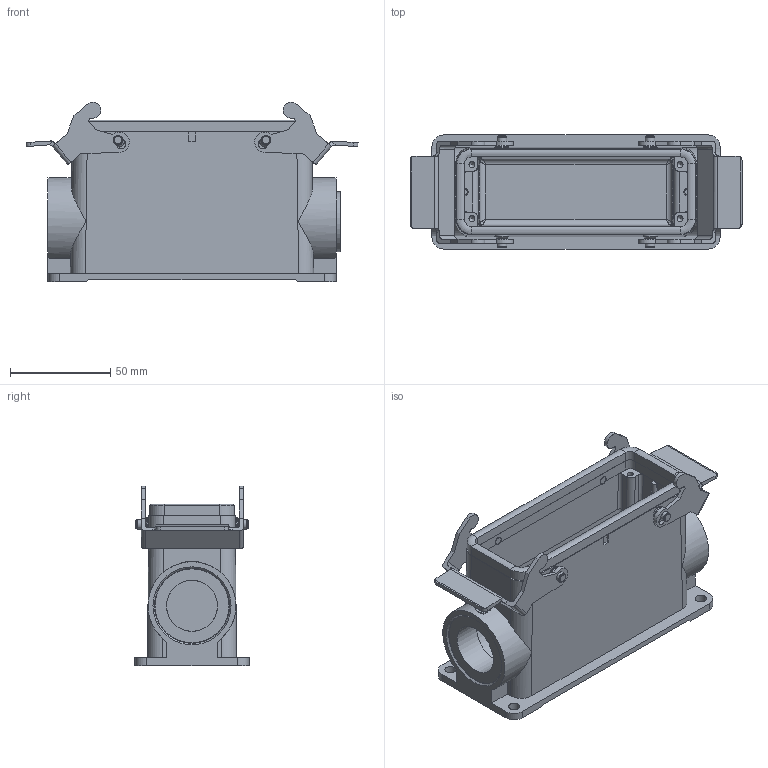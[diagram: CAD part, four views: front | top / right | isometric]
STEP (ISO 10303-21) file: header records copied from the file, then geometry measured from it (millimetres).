
FILE_DESCRIPTION((''),'2;1');
FILE_NAME('04300240263.stp','2020-07-07T16:01:09',('e.eickhoff'),(''),'Autodesk Inventor 2012','Autodesk Inventor 2012','');
FILE_SCHEMA(('AUTOMOTIVE_DESIGN { 1 0 10303 214 1 1 1 1 }'));
Length unit declared in the file: millimetre
Products named in the file (5): 04300240263; Metallbügel Quer; KBRM25; M25-PG29 Adapter
Assembly tree (6 placements, depth 2):
  04300240263
    04300240263
    Metallbügel Quer  x2
    KBRM25
    M25-PG29 Adapter  x2
Bounding box: 165.98 x 57 x 89.82 mm (x, y, z)
Volume: 179377.8 mm3; surface area: 88260.3 mm2
Topology: 6 solids, 6 shells, 442 faces, 1155 edges, 747 vertices
Faces by surface type: plane 245, cylinder 152, cone 18, torus 17, bspline 6, sphere 4
Full cylindrical faces by diameter (mm): 0.66 x1, 0.78 x1, 3 x4, 4 x4, 4.8 x4, 5.6 x4, 7 x4, 25.5 x3, 28 x1, 30 x1, 32 x2, 37 x2, 37.5 x2
Entity records: 12946 total; most frequent: CARTESIAN_POINT 3229, DIRECTION 2015, ORIENTED_EDGE 1840, EDGE_CURVE 920, AXIS2_PLACEMENT_3D 741, VERTEX_POINT 625, VECTOR 533, LINE 533
